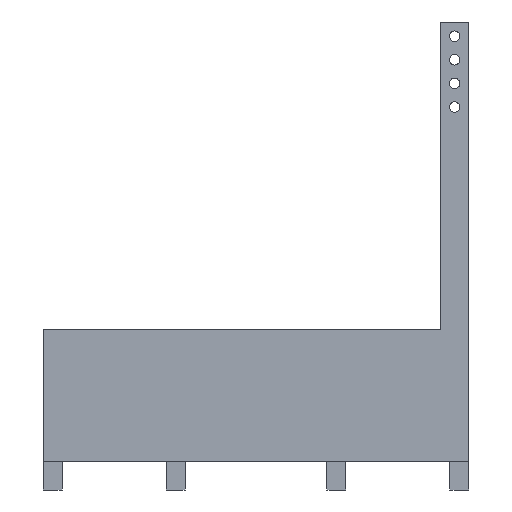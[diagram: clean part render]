
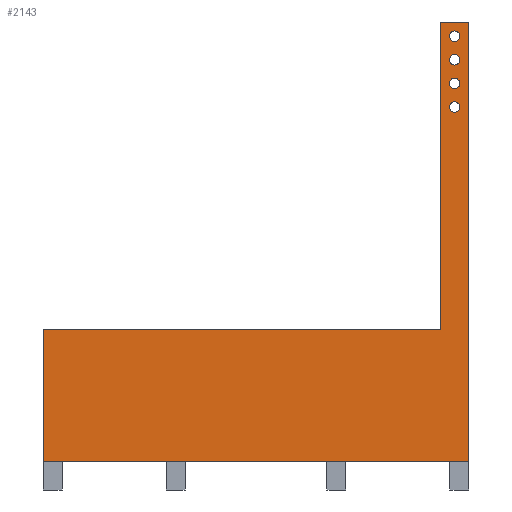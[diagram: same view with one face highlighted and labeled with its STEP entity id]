
A CAD part, front view. The second image highlights one B-rep face of the part: STEP entity #2143.
In plain terms, the highlighted planar face has unit normal (0, -1, 0).
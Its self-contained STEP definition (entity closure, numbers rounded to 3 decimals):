
#32 = VECTOR ( 'NONE', #2923, 1000. ) ;
#46 = EDGE_LOOP ( 'NONE', ( #4296, #1650, #2611, #3225, #3280, #1875 ) ) ;
#148 = AXIS2_PLACEMENT_3D ( 'NONE', #158, #3834, #4182 ) ;
#158 = CARTESIAN_POINT ( 'NONE',  ( 39.67, 0., 63.5 ) ) ;
#176 = DIRECTION ( 'NONE',  ( 0., 0., 1. ) ) ;
#177 = DIRECTION ( 'NONE',  ( 0., 0., 1. ) ) ;
#240 = VECTOR ( 'NONE', #2754, 1000. ) ;
#263 = AXIS2_PLACEMENT_3D ( 'NONE', #817, #1118, #797 ) ;
#271 = DIRECTION ( 'NONE',  ( 1., 0., 0. ) ) ;
#324 = DIRECTION ( 'NONE',  ( 0., 0., 1. ) ) ;
#393 = CIRCLE ( 'NONE', #4285, 1.1 ) ;
#510 = EDGE_CURVE ( 'NONE', #1395, #1999, #2340, .T. ) ;
#562 = EDGE_CURVE ( 'NONE', #2586, #2901, #3652, .T. ) ;
#764 = CARTESIAN_POINT ( 'NONE',  ( 42.67, 0., -26.5 ) ) ;
#797 = DIRECTION ( 'NONE',  ( 0., 0., 1. ) ) ;
#800 = CARTESIAN_POINT ( 'NONE',  ( 39.67, 0., 47.4 ) ) ;
#809 = CARTESIAN_POINT ( 'NONE',  ( 39.67, 0., 53.5 ) ) ;
#810 = CIRCLE ( 'NONE', #1299, 1.1 ) ;
#814 = EDGE_CURVE ( 'NONE', #3975, #1584, #393, .T. ) ;
#817 = CARTESIAN_POINT ( 'NONE',  ( 39.67, 0., 58.5 ) ) ;
#856 = VERTEX_POINT ( 'NONE', #4157 ) ;
#858 = CARTESIAN_POINT ( 'NONE',  ( 39.67, 0., 64.6 ) ) ;
#896 = CARTESIAN_POINT ( 'NONE',  ( 36.67, 0., 1.5 ) ) ;
#903 = PLANE ( 'NONE',  #3691 ) ;
#931 = LINE ( 'NONE', #2291, #1545 ) ;
#947 = FACE_BOUND ( 'NONE', #1265, .T. ) ;
#991 = ORIENTED_EDGE ( 'NONE', *, *, #1647, .T. ) ;
#993 = CARTESIAN_POINT ( 'NONE',  ( 39.67, 0., 53.5 ) ) ;
#1024 = EDGE_CURVE ( 'NONE', #856, #3953, #1376, .T. ) ;
#1041 = EDGE_CURVE ( 'NONE', #1584, #3975, #2838, .T. ) ;
#1071 = CARTESIAN_POINT ( 'NONE',  ( 39.67, 0., 52.4 ) ) ;
#1084 = VERTEX_POINT ( 'NONE', #2379 ) ;
#1118 = DIRECTION ( 'NONE',  ( 0., 1., 0. ) ) ;
#1259 = DIRECTION ( 'NONE',  ( 0., 1., 0. ) ) ;
#1265 = EDGE_LOOP ( 'NONE', ( #3527, #2434 ) ) ;
#1299 = AXIS2_PLACEMENT_3D ( 'NONE', #993, #1259, #324 ) ;
#1314 = FACE_BOUND ( 'NONE', #2845, .T. ) ;
#1376 = LINE ( 'NONE', #1677, #3045 ) ;
#1395 = VERTEX_POINT ( 'NONE', #1849 ) ;
#1433 = VERTEX_POINT ( 'NONE', #3346 ) ;
#1545 = VECTOR ( 'NONE', #2994, 1000. ) ;
#1552 = LINE ( 'NONE', #3176, #2727 ) ;
#1584 = VERTEX_POINT ( 'NONE', #800 ) ;
#1627 = DIRECTION ( 'NONE',  ( 0., 1., 0. ) ) ;
#1647 = EDGE_CURVE ( 'NONE', #1433, #4211, #2753, .T. ) ;
#1650 = ORIENTED_EDGE ( 'NONE', *, *, #1024, .F. ) ;
#1663 = LINE ( 'NONE', #1706, #32 ) ;
#1677 = CARTESIAN_POINT ( 'NONE',  ( 36.67, 0., 66.5 ) ) ;
#1706 = CARTESIAN_POINT ( 'NONE',  ( 0., 0., 1.5 ) ) ;
#1718 = DIRECTION ( 'NONE',  ( 0., 0., 1. ) ) ;
#1733 = CARTESIAN_POINT ( 'NONE',  ( -47.33, 0., 0. ) ) ;
#1794 = EDGE_CURVE ( 'NONE', #2901, #2586, #810, .T. ) ;
#1807 = EDGE_LOOP ( 'NONE', ( #3496, #991 ) ) ;
#1849 = CARTESIAN_POINT ( 'NONE',  ( 39.67, 0., 59.6 ) ) ;
#1875 = ORIENTED_EDGE ( 'NONE', *, *, #3455, .T. ) ;
#1880 = DIRECTION ( 'NONE',  ( 0., 0., 1. ) ) ;
#1989 = CARTESIAN_POINT ( 'NONE',  ( 39.67, 0., 48.5 ) ) ;
#1999 = VERTEX_POINT ( 'NONE', #3518 ) ;
#2004 = CARTESIAN_POINT ( 'NONE',  ( 42.67, 0., 66.5 ) ) ;
#2010 = EDGE_CURVE ( 'NONE', #1999, #1395, #2832, .T. ) ;
#2065 = LINE ( 'NONE', #1733, #240 ) ;
#2073 = DIRECTION ( 'NONE',  ( 1., 0., 0. ) ) ;
#2076 = AXIS2_PLACEMENT_3D ( 'NONE', #1989, #3393, #1718 ) ;
#2143 = ADVANCED_FACE ( 'NONE', ( #2327, #1314, #2934, #947, #2889 ), #903, .F. ) ;
#2165 = CARTESIAN_POINT ( 'NONE',  ( 39.67, 0., 48.5 ) ) ;
#2212 = DIRECTION ( 'NONE',  ( 0., 1., 0. ) ) ;
#2291 = CARTESIAN_POINT ( 'NONE',  ( 42.67, 0., 0. ) ) ;
#2316 = ORIENTED_EDGE ( 'NONE', *, *, #562, .T. ) ;
#2324 = LINE ( 'NONE', #2972, #4060 ) ;
#2327 = FACE_BOUND ( 'NONE', #1807, .T. ) ;
#2340 = CIRCLE ( 'NONE', #3092, 1.1 ) ;
#2379 = CARTESIAN_POINT ( 'NONE',  ( -47.33, 0., 1.5 ) ) ;
#2416 = EDGE_CURVE ( 'NONE', #4211, #1433, #2786, .T. ) ;
#2434 = ORIENTED_EDGE ( 'NONE', *, *, #2010, .T. ) ;
#2586 = VERTEX_POINT ( 'NONE', #3880 ) ;
#2611 = ORIENTED_EDGE ( 'NONE', *, *, #4297, .F. ) ;
#2628 = CARTESIAN_POINT ( 'NONE',  ( 0., 0., 0. ) ) ;
#2636 = EDGE_LOOP ( 'NONE', ( #2760, #4278 ) ) ;
#2727 = VECTOR ( 'NONE', #271, 1000. ) ;
#2744 = EDGE_CURVE ( 'NONE', #1084, #3068, #1663, .T. ) ;
#2753 = CIRCLE ( 'NONE', #4007, 1.1 ) ;
#2754 = DIRECTION ( 'NONE',  ( 0., 0., 1. ) ) ;
#2760 = ORIENTED_EDGE ( 'NONE', *, *, #814, .T. ) ;
#2786 = CIRCLE ( 'NONE', #148, 1.1 ) ;
#2807 = VERTEX_POINT ( 'NONE', #3570 ) ;
#2832 = CIRCLE ( 'NONE', #263, 1.1 ) ;
#2838 = CIRCLE ( 'NONE', #2076, 1.1 ) ;
#2845 = EDGE_LOOP ( 'NONE', ( #2316, #3122 ) ) ;
#2889 = FACE_OUTER_BOUND ( 'NONE', #46, .T. ) ;
#2901 = VERTEX_POINT ( 'NONE', #1071 ) ;
#2906 = CARTESIAN_POINT ( 'NONE',  ( 39.67, 0., 58.5 ) ) ;
#2921 = CARTESIAN_POINT ( 'NONE',  ( 39.67, 0., 49.6 ) ) ;
#2923 = DIRECTION ( 'NONE',  ( 1., 0., 0. ) ) ;
#2934 = FACE_BOUND ( 'NONE', #2636, .T. ) ;
#2972 = CARTESIAN_POINT ( 'NONE',  ( 36.67, 0., 0. ) ) ;
#2994 = DIRECTION ( 'NONE',  ( 0., 0., 1. ) ) ;
#3045 = VECTOR ( 'NONE', #2073, 1000. ) ;
#3068 = VERTEX_POINT ( 'NONE', #896 ) ;
#3092 = AXIS2_PLACEMENT_3D ( 'NONE', #2906, #3178, #177 ) ;
#3122 = ORIENTED_EDGE ( 'NONE', *, *, #1794, .T. ) ;
#3155 = DIRECTION ( 'NONE',  ( 0., 1., 0. ) ) ;
#3176 = CARTESIAN_POINT ( 'NONE',  ( 0., 0., -26.5 ) ) ;
#3178 = DIRECTION ( 'NONE',  ( 0., 1., 0. ) ) ;
#3225 = ORIENTED_EDGE ( 'NONE', *, *, #2744, .F. ) ;
#3280 = ORIENTED_EDGE ( 'NONE', *, *, #4067, .F. ) ;
#3306 = VERTEX_POINT ( 'NONE', #764 ) ;
#3317 = DIRECTION ( 'NONE',  ( 0., 0., 1. ) ) ;
#3346 = CARTESIAN_POINT ( 'NONE',  ( 39.67, 0., 62.4 ) ) ;
#3393 = DIRECTION ( 'NONE',  ( 0., 1., 0. ) ) ;
#3409 = CARTESIAN_POINT ( 'NONE',  ( 39.67, 0., 63.5 ) ) ;
#3455 = EDGE_CURVE ( 'NONE', #2807, #3306, #1552, .T. ) ;
#3496 = ORIENTED_EDGE ( 'NONE', *, *, #2416, .T. ) ;
#3518 = CARTESIAN_POINT ( 'NONE',  ( 39.67, 0., 57.4 ) ) ;
#3527 = ORIENTED_EDGE ( 'NONE', *, *, #510, .T. ) ;
#3570 = CARTESIAN_POINT ( 'NONE',  ( -47.33, 0., -26.5 ) ) ;
#3652 = CIRCLE ( 'NONE', #4205, 1.1 ) ;
#3691 = AXIS2_PLACEMENT_3D ( 'NONE', #2628, #1627, #3887 ) ;
#3716 = DIRECTION ( 'NONE',  ( 0., 1., 0. ) ) ;
#3834 = DIRECTION ( 'NONE',  ( 0., 1., 0. ) ) ;
#3880 = CARTESIAN_POINT ( 'NONE',  ( 39.67, 0., 54.6 ) ) ;
#3887 = DIRECTION ( 'NONE',  ( 0., 0., 1. ) ) ;
#3953 = VERTEX_POINT ( 'NONE', #2004 ) ;
#3959 = EDGE_CURVE ( 'NONE', #3306, #3953, #931, .T. ) ;
#3975 = VERTEX_POINT ( 'NONE', #2921 ) ;
#4007 = AXIS2_PLACEMENT_3D ( 'NONE', #3409, #3716, #4082 ) ;
#4060 = VECTOR ( 'NONE', #3317, 1000. ) ;
#4067 = EDGE_CURVE ( 'NONE', #2807, #1084, #2065, .T. ) ;
#4082 = DIRECTION ( 'NONE',  ( 0., 0., 1. ) ) ;
#4157 = CARTESIAN_POINT ( 'NONE',  ( 36.67, 0., 66.5 ) ) ;
#4182 = DIRECTION ( 'NONE',  ( 0., 0., 1. ) ) ;
#4205 = AXIS2_PLACEMENT_3D ( 'NONE', #809, #2212, #1880 ) ;
#4211 = VERTEX_POINT ( 'NONE', #858 ) ;
#4278 = ORIENTED_EDGE ( 'NONE', *, *, #1041, .T. ) ;
#4285 = AXIS2_PLACEMENT_3D ( 'NONE', #2165, #3155, #176 ) ;
#4296 = ORIENTED_EDGE ( 'NONE', *, *, #3959, .T. ) ;
#4297 = EDGE_CURVE ( 'NONE', #3068, #856, #2324, .T. ) ;
